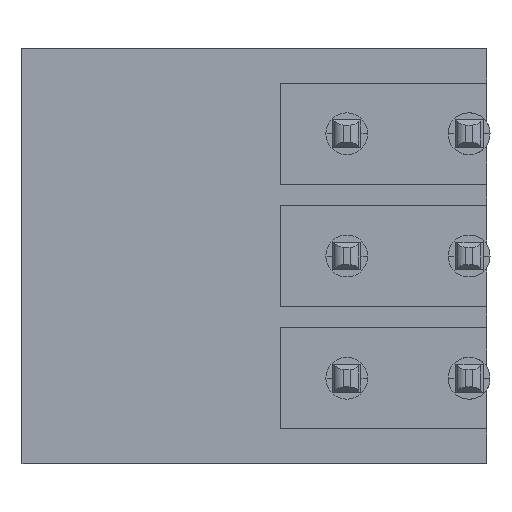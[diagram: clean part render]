
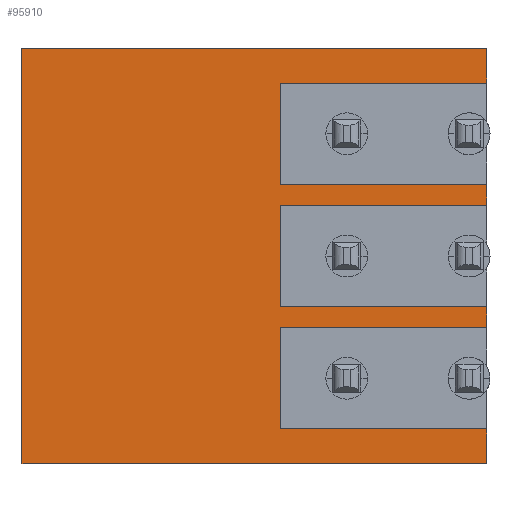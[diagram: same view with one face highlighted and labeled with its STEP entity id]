
A CAD part, front view. The second image highlights one B-rep face of the part: STEP entity #95910.
In plain terms, the highlighted planar face has unit normal (0, -1, 0).
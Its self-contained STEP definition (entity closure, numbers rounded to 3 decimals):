
#2420=CARTESIAN_POINT('',(-75.551,-17.017,
-7.275));
#2430=VERTEX_POINT('',#2420);
#2460=CARTESIAN_POINT('',(-75.551,-17.017,0.));
#2470=DIRECTION('',(0.,0.,1.));
#2480=VECTOR('',#2470,1.);
#2490=LINE('',#2460,#2480);
#2500=CARTESIAN_POINT('',(-75.551,-17.017,
-8.275));
#2510=VERTEX_POINT('',#2500);
#2520=EDGE_CURVE('',#2510,#2430,#2490,.T.);
#14420=CARTESIAN_POINT('',(-69.651,-17.017,-7.275
));
#14430=VERTEX_POINT('',#14420);
#14460=CARTESIAN_POINT('',(0.,-17.017,-7.275));
#14470=DIRECTION('',(1.,0.,0.));
#14480=VECTOR('',#14470,1.);
#14490=LINE('',#14460,#14480);
#14500=EDGE_CURVE('',#2430,#14430,#14490,.T.);
#24760=CARTESIAN_POINT('',(-69.651,-17.017,-4.375
));
#24770=VERTEX_POINT('',#24760);
#24800=CARTESIAN_POINT('',(-69.651,-17.017,0.));
#24810=DIRECTION('',(0.,0.,-1.));
#24820=VECTOR('',#24810,1.);
#24830=LINE('',#24800,#24820);
#24840=EDGE_CURVE('',#24770,#14430,#24830,.T.);
#42790=CARTESIAN_POINT('',(0.,-17.017,-8.275));
#42800=DIRECTION('',(-1.,0.,0.));
#42810=VECTOR('',#42800,1.);
#42820=LINE('',#42790,#42810);
#42830=CARTESIAN_POINT('',(-62.251,-17.017,-8.275
));
#42840=VERTEX_POINT('',#42830);
#42850=EDGE_CURVE('',#42840,#2510,#42820,.T.);
#73440=CARTESIAN_POINT('',(-75.551,-17.017,
-3.775));
#73450=VERTEX_POINT('',#73440);
#73480=CARTESIAN_POINT('',(-75.551,-17.017,0.));
#73490=DIRECTION('',(0.,0.,1.));
#73500=VECTOR('',#73490,1.);
#73510=LINE('',#73480,#73500);
#73520=CARTESIAN_POINT('',(-75.551,-17.017,
-4.375));
#73530=VERTEX_POINT('',#73520);
#73540=EDGE_CURVE('',#73530,#73450,#73510,.T.);
#85240=CARTESIAN_POINT('',(-62.251,-17.017,2.245)
);
#85250=DIRECTION('',(0.,0.,-1.));
#85260=VECTOR('',#85250,1.);
#85270=LINE('',#85240,#85260);
#85280=CARTESIAN_POINT('',(-62.251,-17.017,3.625)
);
#85290=VERTEX_POINT('',#85280);
#85300=EDGE_CURVE('',#85290,#42840,#85270,.T.);
#94880=CARTESIAN_POINT('',(0.,-17.017,-4.375));
#94890=DIRECTION('',(-1.,0.,0.));
#94900=VECTOR('',#94890,1.);
#94910=LINE('',#94880,#94900);
#94920=EDGE_CURVE('',#24770,#73530,#94910,.T.);
#95070=CARTESIAN_POINT('',(-62.251,-17.017,-1.255
));
#95080=DIRECTION('',(0.,-1.,0.));
#95090=DIRECTION('',(0.,0.,1.));
#95100=AXIS2_PLACEMENT_3D('',#95070,#95080,#95090);
#95110=PLANE('',#95100);
#95120=CARTESIAN_POINT('',(0.,-17.017,-0.875));
#95130=DIRECTION('',(-1.,0.,0.));
#95140=VECTOR('',#95130,1.);
#95150=LINE('',#95120,#95140);
#95160=CARTESIAN_POINT('',(-69.651,-17.017,
-0.875));
#95170=VERTEX_POINT('',#95160);
#95180=CARTESIAN_POINT('',(-75.551,-17.017,
-0.875));
#95190=VERTEX_POINT('',#95180);
#95200=EDGE_CURVE('',#95170,#95190,#95150,.T.);
#95210=ORIENTED_EDGE('',*,*,#95200,.F.);
#95220=CARTESIAN_POINT('',(-75.551,-17.017,3.5));
#95230=DIRECTION('',(0.,0.,1.));
#95240=VECTOR('',#95230,1.);
#95250=LINE('',#95220,#95240);
#95260=CARTESIAN_POINT('',(-75.551,-17.017,
-0.275));
#95270=VERTEX_POINT('',#95260);
#95280=EDGE_CURVE('',#95190,#95270,#95250,.T.);
#95290=ORIENTED_EDGE('',*,*,#95280,.F.);
#95300=CARTESIAN_POINT('',(0.,-17.017,-0.275));
#95310=DIRECTION('',(1.,0.,0.));
#95320=VECTOR('',#95310,1.);
#95330=LINE('',#95300,#95320);
#95340=CARTESIAN_POINT('',(-69.651,-17.017,
-0.275));
#95350=VERTEX_POINT('',#95340);
#95360=EDGE_CURVE('',#95270,#95350,#95330,.T.);
#95370=ORIENTED_EDGE('',*,*,#95360,.F.);
#95380=CARTESIAN_POINT('',(-69.651,-17.017,3.5));
#95390=DIRECTION('',(0.,0.,-1.));
#95400=VECTOR('',#95390,1.);
#95410=LINE('',#95380,#95400);
#95420=CARTESIAN_POINT('',(-69.651,-17.017,2.625)
);
#95430=VERTEX_POINT('',#95420);
#95440=EDGE_CURVE('',#95430,#95350,#95410,.T.);
#95450=ORIENTED_EDGE('',*,*,#95440,.T.);
#95460=CARTESIAN_POINT('',(0.,-17.017,2.625));
#95470=DIRECTION('',(1.,0.,0.));
#95480=VECTOR('',#95470,1.);
#95490=LINE('',#95460,#95480);
#95500=CARTESIAN_POINT('',(-75.551,-17.017,
2.625));
#95510=VERTEX_POINT('',#95500);
#95520=EDGE_CURVE('',#95510,#95430,#95490,.T.);
#95530=ORIENTED_EDGE('',*,*,#95520,.T.);
#95540=CARTESIAN_POINT('',(-75.551,-17.017,3.5));
#95550=DIRECTION('',(0.,0.,-1.));
#95560=VECTOR('',#95550,1.);
#95570=LINE('',#95540,#95560);
#95580=CARTESIAN_POINT('',(-75.551,-17.017,
3.625));
#95590=VERTEX_POINT('',#95580);
#95600=EDGE_CURVE('',#95590,#95510,#95570,.T.);
#95610=ORIENTED_EDGE('',*,*,#95600,.T.);
#95620=CARTESIAN_POINT('',(0.,-17.017,3.625));
#95630=DIRECTION('',(1.,0.,0.));
#95640=VECTOR('',#95630,1.);
#95650=LINE('',#95620,#95640);
#95660=EDGE_CURVE('',#95590,#85290,#95650,.T.);
#95670=ORIENTED_EDGE('',*,*,#95660,.F.);
#95680=ORIENTED_EDGE('',*,*,#85300,.F.);
#95690=ORIENTED_EDGE('',*,*,#42850,.F.);
#95700=ORIENTED_EDGE('',*,*,#2520,.F.);
#95710=ORIENTED_EDGE('',*,*,#14500,.F.);
#95720=ORIENTED_EDGE('',*,*,#24840,.T.);
#95730=ORIENTED_EDGE('',*,*,#94920,.F.);
#95740=ORIENTED_EDGE('',*,*,#73540,.F.);
#95750=CARTESIAN_POINT('',(0.,-17.017,-3.775));
#95760=DIRECTION('',(1.,0.,0.));
#95770=VECTOR('',#95760,1.);
#95780=LINE('',#95750,#95770);
#95790=CARTESIAN_POINT('',(-69.651,-17.017,-3.775
));
#95800=VERTEX_POINT('',#95790);
#95810=EDGE_CURVE('',#73450,#95800,#95780,.T.);
#95820=ORIENTED_EDGE('',*,*,#95810,.F.);
#95830=CARTESIAN_POINT('',(-69.651,-17.017,3.5));
#95840=DIRECTION('',(0.,0.,-1.));
#95850=VECTOR('',#95840,1.);
#95860=LINE('',#95830,#95850);
#95870=EDGE_CURVE('',#95170,#95800,#95860,.T.);
#95880=ORIENTED_EDGE('',*,*,#95870,.T.);
#95890=EDGE_LOOP('',(#95880,#95820,#95740,#95730,#95720,#95710,#95700,
#95690,#95680,#95670,#95610,#95530,#95450,#95370,#95290,#95210));
#95900=FACE_OUTER_BOUND('',#95890,.T.);
#95910=ADVANCED_FACE('',(#95900),#95110,.T.);
